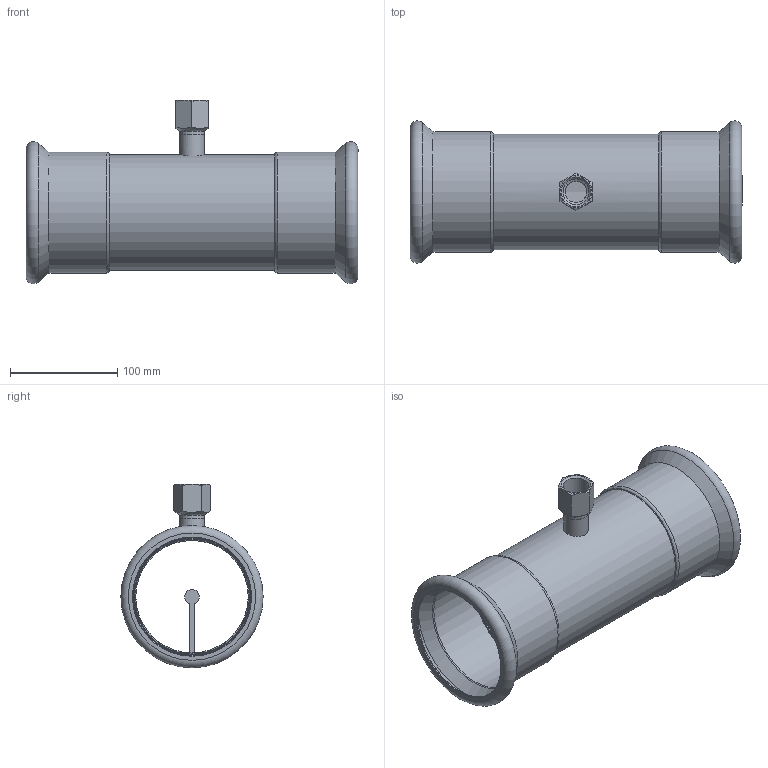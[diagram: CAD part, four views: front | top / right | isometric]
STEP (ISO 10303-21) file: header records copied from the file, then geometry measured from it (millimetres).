
FILE_DESCRIPTION(/* description */ (''),/* implementation_level */ '2;1');
FILE_NAME(/* name */ '34270.stp',/* time_stamp */ '2014-04-01T20:34:16+02:00',/* author */ ('bruh'),/* organization */ (''),/* preprocessor_version */ 'ST-DEVELOPER v15.2',/* originating_system */ 'Autodesk Inventor 2014',/* authorisation */ '');
FILE_SCHEMA (('AUTOMOTIVE_DESIGN { 1 0 10303 214 3 1 1 }'));
Length unit declared in the file: millimetre
Products named in the file (4): 401123; 900030; 101560; 34270
Bounding box: 310 x 132.8 x 171.4 mm (x, y, z)
Volume: 216693.5 mm3; surface area: 247299.7 mm2
Topology: 4 solids, 4 shells, 68 faces, 140 edges, 85 vertices
Faces by surface type: plane 25, cylinder 17, cone 17, torus 9
Full cylindrical faces by diameter (mm): 20 x2, 23 x2, 24.117 x1, 105 x1, 107 x2, 108 x1, 108.8 x2, 110.4 x2, 112.8 x2
Entity records: 1293 total; most frequent: CARTESIAN_POINT 288, DIRECTION 204, ORIENTED_EDGE 146, AXIS2_PLACEMENT_3D 95, EDGE_LOOP 82, EDGE_CURVE 73, VERTEX_POINT 57, ADVANCED_FACE 48
